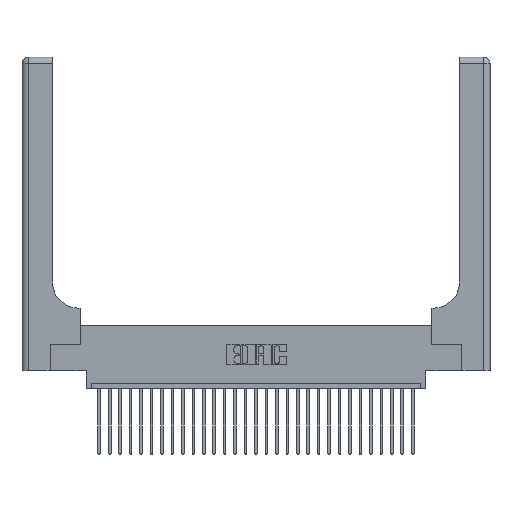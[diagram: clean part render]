
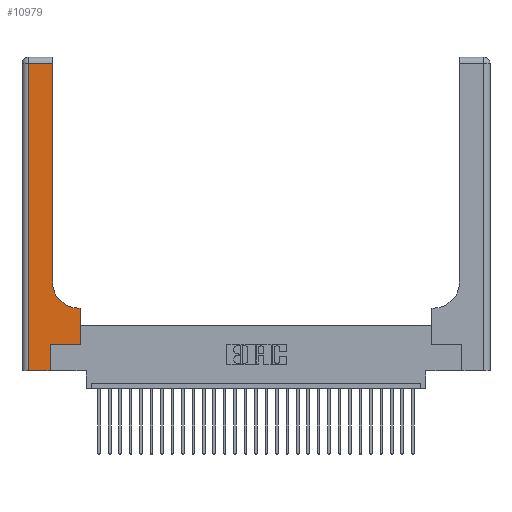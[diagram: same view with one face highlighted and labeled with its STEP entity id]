
A CAD part, top view. The second image highlights one B-rep face of the part: STEP entity #10979.
In plain terms, the highlighted planar face has unit normal (0, 0, 1).
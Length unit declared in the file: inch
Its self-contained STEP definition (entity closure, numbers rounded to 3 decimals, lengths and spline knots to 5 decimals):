
#34 = ORIENTED_EDGE ( 'NONE', *, *, #11715, .T. ) ;
#1352 = DIRECTION ( 'NONE',  ( 1., 0., 0. ) ) ;
#1368 = ORIENTED_EDGE ( 'NONE', *, *, #25492, .T. ) ;
#2222 = VERTEX_POINT ( 'NONE', #14535 ) ;
#2252 = CARTESIAN_POINT ( 'NONE',  ( 0.2915, 3., 0.37 ) ) ;
#2283 = EDGE_CURVE ( 'NONE', #2222, #15775, #7403, .T. ) ;
#2812 = DIRECTION ( 'NONE',  ( 1., 0., 0. ) ) ;
#2840 = DIRECTION ( 'NONE',  ( -1., 0., 0. ) ) ;
#2920 = CARTESIAN_POINT ( 'NONE',  ( 0., 0., 0.37 ) ) ;
#3153 = LINE ( 'NONE', #16212, #6799 ) ;
#3280 = VECTOR ( 'NONE', #9383, 39.37008 ) ;
#3725 = ORIENTED_EDGE ( 'NONE', *, *, #20890, .T. ) ;
#5060 = VERTEX_POINT ( 'NONE', #18880 ) ;
#5289 = CARTESIAN_POINT ( 'NONE',  ( 0.269, 0., 0.37 ) ) ;
#5635 = VERTEX_POINT ( 'NONE', #17449 ) ;
#5813 = VERTEX_POINT ( 'NONE', #10348 ) ;
#5875 = EDGE_CURVE ( 'NONE', #25250, #2222, #25497, .T. ) ;
#6127 = CIRCLE ( 'NONE', #18530, 0.25 ) ;
#6683 = DIRECTION ( 'NONE',  ( 0., -1., 0. ) ) ;
#6799 = VECTOR ( 'NONE', #28096, 39.37008 ) ;
#6895 = CARTESIAN_POINT ( 'NONE',  ( 0.06, 3., 0.37 ) ) ;
#7403 = LINE ( 'NONE', #10322, #27496 ) ;
#7527 = AXIS2_PLACEMENT_3D ( 'NONE', #22695, #25042, #24842 ) ;
#7731 = LINE ( 'NONE', #6895, #27118 ) ;
#7760 = CARTESIAN_POINT ( 'NONE',  ( 0.5585, 0.25, 0.37 ) ) ;
#9047 = ORIENTED_EDGE ( 'NONE', *, *, #5875, .T. ) ;
#9383 = DIRECTION ( 'NONE',  ( 0., 1., 0. ) ) ;
#10240 = CARTESIAN_POINT ( 'NONE',  ( 0.2915, 2.94, 0.37 ) ) ;
#10322 = CARTESIAN_POINT ( 'NONE',  ( 0.269, 0.25, 0.37 ) ) ;
#10348 = CARTESIAN_POINT ( 'NONE',  ( 0.5415, 0.6, 0.37 ) ) ;
#10801 = EDGE_CURVE ( 'NONE', #5060, #25787, #28788, .T. ) ;
#10806 = LINE ( 'NONE', #2920, #25793 ) ;
#10979 = ADVANCED_FACE ( 'NONE', ( #14573 ), #13387, .F. ) ;
#11566 = VECTOR ( 'NONE', #12388, 39.37008 ) ;
#11715 = EDGE_CURVE ( 'NONE', #5813, #5060, #6127, .T. ) ;
#11827 = EDGE_CURVE ( 'NONE', #25787, #5635, #13430, .T. ) ;
#12088 = CARTESIAN_POINT ( 'NONE',  ( 0., 2.94, 0.37 ) ) ;
#12388 = DIRECTION ( 'NONE',  ( 0., 1., 0. ) ) ;
#13371 = ORIENTED_EDGE ( 'NONE', *, *, #28465, .T. ) ;
#13387 = PLANE ( 'NONE',  #7527 ) ;
#13430 = LINE ( 'NONE', #12088, #29810 ) ;
#14535 = CARTESIAN_POINT ( 'NONE',  ( 0.269, 0.25, 0.37 ) ) ;
#14573 = FACE_OUTER_BOUND ( 'NONE', #24299, .T. ) ;
#15138 = DIRECTION ( 'NONE',  ( -1., 0., 0. ) ) ;
#15775 = VERTEX_POINT ( 'NONE', #7760 ) ;
#16212 = CARTESIAN_POINT ( 'NONE',  ( 0.5585, 0.25, 0.37 ) ) ;
#16853 = CARTESIAN_POINT ( 'NONE',  ( 0.5585, 0.6, 0.37 ) ) ;
#17401 = DIRECTION ( 'NONE',  ( 1., 0., 0. ) ) ;
#17449 = CARTESIAN_POINT ( 'NONE',  ( 0.06, 2.94, 0.37 ) ) ;
#18407 = DIRECTION ( 'NONE',  ( 0., 0., -1. ) ) ;
#18530 = AXIS2_PLACEMENT_3D ( 'NONE', #21178, #18407, #1352 ) ;
#18615 = LINE ( 'NONE', #19766, #21524 ) ;
#18880 = CARTESIAN_POINT ( 'NONE',  ( 0.2915, 0.85, 0.37 ) ) ;
#19766 = CARTESIAN_POINT ( 'NONE',  ( 0.2915, 0.6, 0.37 ) ) ;
#20446 = ORIENTED_EDGE ( 'NONE', *, *, #10801, .T. ) ;
#20799 = ORIENTED_EDGE ( 'NONE', *, *, #2283, .T. ) ;
#20890 = EDGE_CURVE ( 'NONE', #15775, #28113, #3153, .T. ) ;
#21075 = EDGE_CURVE ( 'NONE', #26946, #25250, #10806, .T. ) ;
#21178 = CARTESIAN_POINT ( 'NONE',  ( 0.5415, 0.85, 0.37 ) ) ;
#21332 = ORIENTED_EDGE ( 'NONE', *, *, #21075, .T. ) ;
#21524 = VECTOR ( 'NONE', #15138, 39.37008 ) ;
#22695 = CARTESIAN_POINT ( 'NONE',  ( 0., 3., 0.37 ) ) ;
#22925 = ORIENTED_EDGE ( 'NONE', *, *, #11827, .T. ) ;
#24299 = EDGE_LOOP ( 'NONE', ( #20446, #22925, #1368, #21332, #9047, #20799, #3725, #13371, #34 ) ) ;
#24842 = DIRECTION ( 'NONE',  ( -1., 0., 0. ) ) ;
#25042 = DIRECTION ( 'NONE',  ( 0., 0., -1. ) ) ;
#25250 = VERTEX_POINT ( 'NONE', #5289 ) ;
#25492 = EDGE_CURVE ( 'NONE', #5635, #26946, #7731, .T. ) ;
#25497 = LINE ( 'NONE', #28786, #11566 ) ;
#25787 = VERTEX_POINT ( 'NONE', #10240 ) ;
#25793 = VECTOR ( 'NONE', #2812, 39.37008 ) ;
#26946 = VERTEX_POINT ( 'NONE', #29591 ) ;
#27118 = VECTOR ( 'NONE', #6683, 39.37008 ) ;
#27496 = VECTOR ( 'NONE', #17401, 39.37008 ) ;
#28096 = DIRECTION ( 'NONE',  ( 0., 1., 0. ) ) ;
#28113 = VERTEX_POINT ( 'NONE', #16853 ) ;
#28465 = EDGE_CURVE ( 'NONE', #28113, #5813, #18615, .T. ) ;
#28786 = CARTESIAN_POINT ( 'NONE',  ( 0.269, 0., 0.37 ) ) ;
#28788 = LINE ( 'NONE', #2252, #3280 ) ;
#29591 = CARTESIAN_POINT ( 'NONE',  ( 0.06, 0., 0.37 ) ) ;
#29810 = VECTOR ( 'NONE', #2840, 39.37008 ) ;
